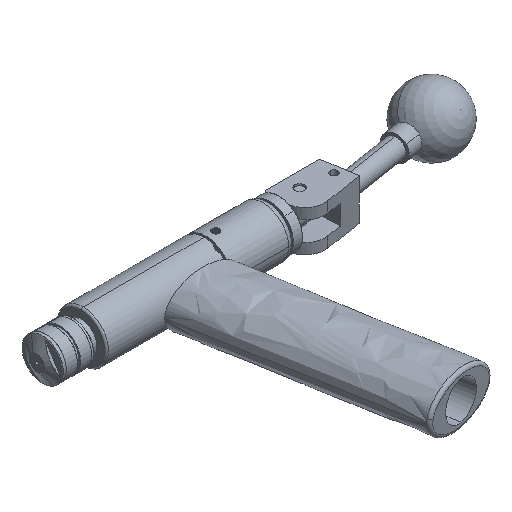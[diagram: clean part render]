
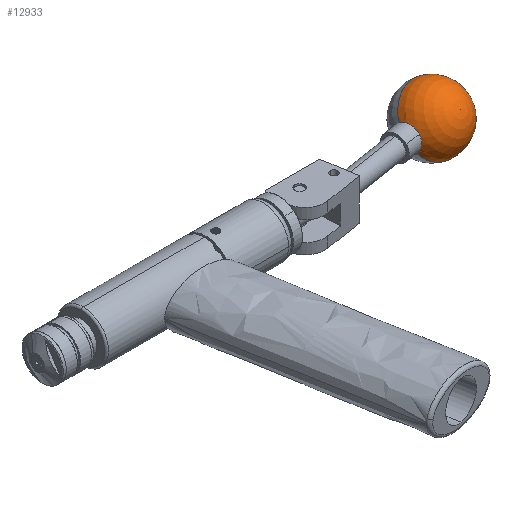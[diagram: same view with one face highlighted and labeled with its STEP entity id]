
A CAD part, isometric view. The second image highlights one B-rep face of the part: STEP entity #12933.
In plain terms, the highlighted spherical face has radius 15.875 mm.
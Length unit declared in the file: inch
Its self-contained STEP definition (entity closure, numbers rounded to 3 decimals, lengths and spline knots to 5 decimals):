
#455 = EDGE_CURVE ( 'NONE', #3205, #8219, #11505, .T. ) ;
#1701 = AXIS2_PLACEMENT_3D ( 'NONE', #6425, #11211, #5254 ) ;
#2449 = ORIENTED_EDGE ( 'NONE', *, *, #8587, .T. ) ;
#2743 = DIRECTION ( 'NONE',  ( 0.127, -0.801, 0.585 ) ) ;
#3205 = VERTEX_POINT ( 'NONE', #14860 ) ;
#3349 = CARTESIAN_POINT ( 'NONE',  ( 6.57877, 0.3349, 0.20274 ) ) ;
#3754 = EDGE_LOOP ( 'NONE', ( #8531, #2449, #6209, #14878 ) ) ;
#4985 = VERTEX_POINT ( 'NONE', #3349 ) ;
#5083 = FACE_OUTER_BOUND ( 'NONE', #3754, .T. ) ;
#5254 = DIRECTION ( 'NONE',  ( 0.092, -0.578, -0.811 ) ) ;
#6209 = ORIENTED_EDGE ( 'NONE', *, *, #8265, .T. ) ;
#6425 = CARTESIAN_POINT ( 'NONE',  ( 7.16742, 0.28004, 0. ) ) ;
#6573 = AXIS2_PLACEMENT_3D ( 'NONE', #10544, #7713, #9339 ) ;
#6824 = CIRCLE ( 'NONE', #14827, 0.25 ) ;
#7713 = DIRECTION ( 'NONE',  ( 0.988, 0.156, 0. ) ) ;
#7935 = CARTESIAN_POINT ( 'NONE',  ( 6.63337, -0.00981, 0.14627 ) ) ;
#8099 = CIRCLE ( 'NONE', #6573, 0.25 ) ;
#8208 = CARTESIAN_POINT ( 'NONE',  ( 6.62453, 0.04597, -0.20274 ) ) ;
#8219 = VERTEX_POINT ( 'NONE', #8208 ) ;
#8265 = EDGE_CURVE ( 'NONE', #4985, #13611, #6824, .T. ) ;
#8531 = ORIENTED_EDGE ( 'NONE', *, *, #455, .F. ) ;
#8587 = EDGE_CURVE ( 'NONE', #3205, #4985, #12815, .T. ) ;
#8801 = SPHERICAL_SURFACE ( 'NONE', #1701, 0.625 ) ;
#8976 = EDGE_CURVE ( 'NONE', #13611, #8219, #8099, .T. ) ;
#9339 = DIRECTION ( 'NONE',  ( 0.127, -0.801, 0.585 ) ) ;
#10253 = DIRECTION ( 'NONE',  ( -0.127, 0.801, -0.585 ) ) ;
#10544 = CARTESIAN_POINT ( 'NONE',  ( 6.60165, 0.19044, 0. ) ) ;
#11027 = DIRECTION ( 'NONE',  ( 0.988, 0.156, 0. ) ) ;
#11211 = DIRECTION ( 'NONE',  ( 0.127, -0.801, 0.585 ) ) ;
#11228 = AXIS2_PLACEMENT_3D ( 'NONE', #13763, #10253, #12824 ) ;
#11235 = CARTESIAN_POINT ( 'NONE',  ( 7.16742, 0.28004, 0. ) ) ;
#11482 = DIRECTION ( 'NONE',  ( 0., -0.59, -0.808 ) ) ;
#11505 = CIRCLE ( 'NONE', #11228, 0.625 ) ;
#12556 = DIRECTION ( 'NONE',  ( 0.127, -0.801, 0.585 ) ) ;
#12815 = CIRCLE ( 'NONE', #15058, 0.625 ) ;
#12824 = DIRECTION ( 'NONE',  ( 0., 0.59, 0.808 ) ) ;
#12933 = ADVANCED_FACE ( 'NONE', ( #5083 ), #8801, .T. ) ;
#13507 = CARTESIAN_POINT ( 'NONE',  ( 6.60165, 0.19044, 0. ) ) ;
#13611 = VERTEX_POINT ( 'NONE', #7935 ) ;
#13763 = CARTESIAN_POINT ( 'NONE',  ( 7.16742, 0.28004, 0. ) ) ;
#14827 = AXIS2_PLACEMENT_3D ( 'NONE', #13507, #11027, #2743 ) ;
#14860 = CARTESIAN_POINT ( 'NONE',  ( 7.78472, 0.37782, 0. ) ) ;
#14878 = ORIENTED_EDGE ( 'NONE', *, *, #8976, .T. ) ;
#15058 = AXIS2_PLACEMENT_3D ( 'NONE', #11235, #12556, #11482 ) ;
